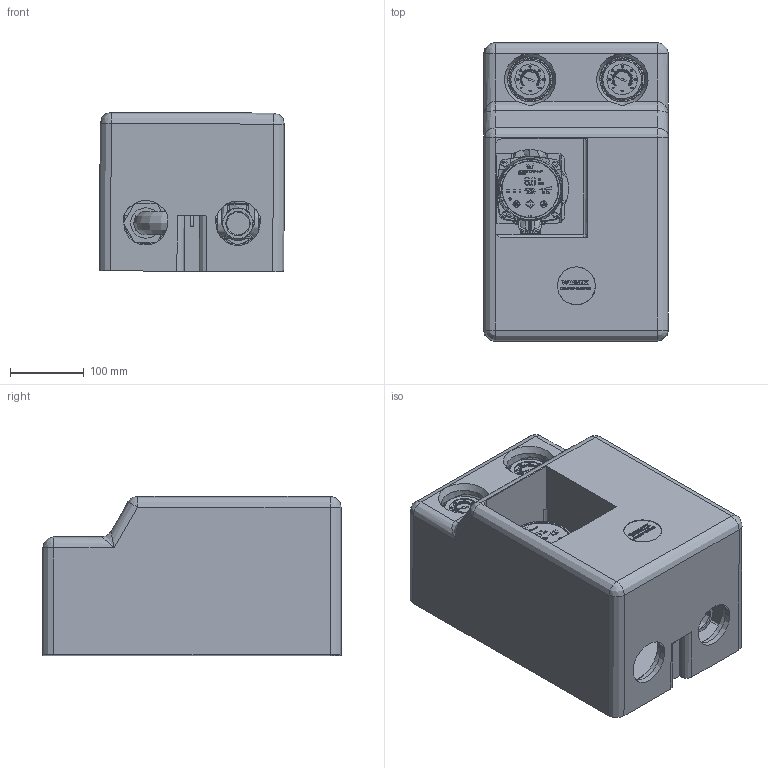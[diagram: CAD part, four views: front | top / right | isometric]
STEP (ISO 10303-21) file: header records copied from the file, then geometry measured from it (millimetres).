
FILE_DESCRIPTION(/* description */ (''),/* implementation_level */ '2;1');
FILE_NAME(/* name */ 'SMR4125-DN25_Grundfos.stp',/* time_stamp */ '2015-11-26T21:37:18+01:00',/* author */ ('ARTUR'),/* organization */ (''),/* preprocessor_version */ 'ST-DEVELOPER v15.6',/* originating_system */ 'Autodesk Inventor 2015',/* authorisation */ '');
FILE_SCHEMA (('CONFIG_CONTROL_DESIGN'));
Products named in the file (1): SMR4125-DN25_Grundfos
Bounding box: 250.91 x 405 x 216.07 mm (x, y, z)
Volume: 10674667.7 mm3; surface area: 1148688.9 mm2
Topology: 1 solids, 1 shells, 4735 faces, 13054 edges, 8485 vertices
Faces by surface type: plane 2694, bspline 909, cylinder 845, cone 151, torus 74, sphere 62
Full cylindrical faces by diameter (mm): 4.917 x2, 6.5 x2, 8.5 x5, 9 x1, 10 x2, 12 x1, 13 x2, 13.654 x2, 20 x1, 25 x2, 30 x2, 32 x2, 33 x5, 35 x2, 39 x4, 40 x1, 42 x3, 42.5 x1, 47 x1, 47.8 x2, 52 x3, 56 x2, 62 x2
Entity records: 180672 total; most frequent: CARTESIAN_POINT 63044, ORIENTED_EDGE 25688, DIRECTION 20504, EDGE_CURVE 12844, VERTEX_POINT 8438, LINE 8404, VECTOR 8404, AXIS2_PLACEMENT_3D 6050
